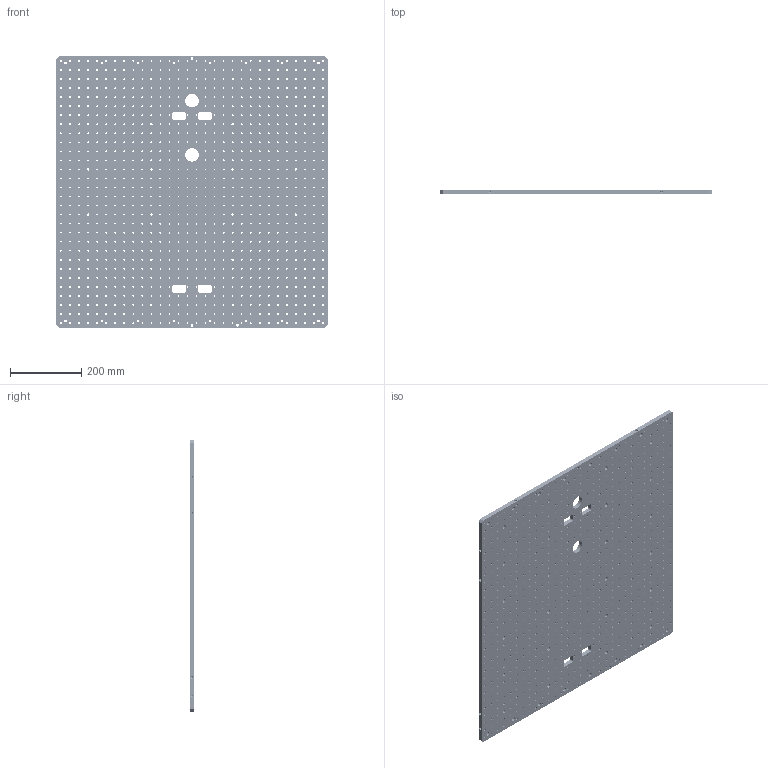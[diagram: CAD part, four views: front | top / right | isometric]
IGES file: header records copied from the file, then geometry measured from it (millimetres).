
Start section: SolidWorks IGES file using analytic representation for surfaces
Global section: file name: D1001129-v3 aLIGO ETM OPTICAL TABLE.IGS; native system: SolidWorks 2010; preprocessor: SolidWorks 2010; author: cconley; date: 110203.193051; units: inch
Bounding box: 762 x 12.7 x 762 mm (x, y, z)
Surface area: 1368690.2 mm2 (no closed solid volume)
Topology: 0 solids, 0 shells, 2205 faces, 47228 edges, 47204 vertices
Faces by surface type: revolution 2062, bspline 143
